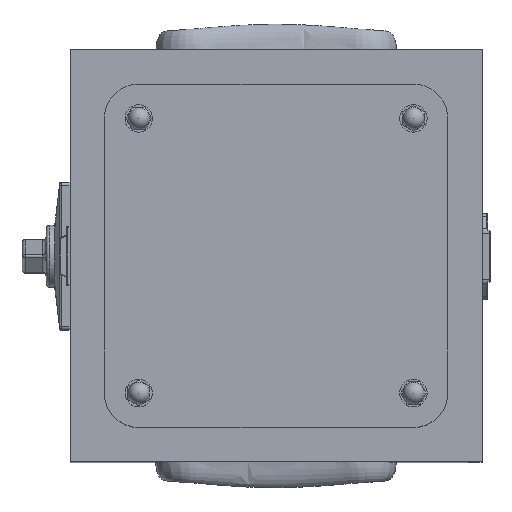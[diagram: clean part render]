
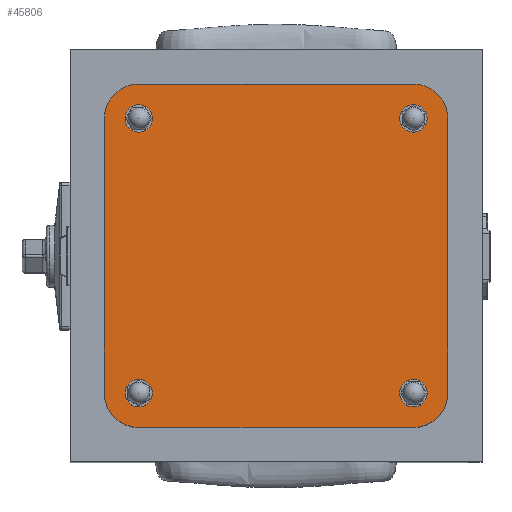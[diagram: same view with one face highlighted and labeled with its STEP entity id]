
A CAD part, top view. The second image highlights one B-rep face of the part: STEP entity #45806.
In plain terms, the highlighted planar face has unit normal (0, 0, 1).
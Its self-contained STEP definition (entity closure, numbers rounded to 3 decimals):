
#45806 = ADVANCED_FACE('',(#45807,#45877,#45888,#45899,#45910),#45921,
  .T.);
#45807 = FACE_BOUND('',#45808,.T.);
#45808 = EDGE_LOOP('',(#45809,#45820,#45828,#45837,#45845,#45854,#45862,
    #45871));
#45809 = ORIENTED_EDGE('',*,*,#45810,.T.);
#45810 = EDGE_CURVE('',#45811,#45813,#45815,.T.);
#45811 = VERTEX_POINT('',#45812);
#45812 = CARTESIAN_POINT('',(100.,80.,74.));
#45813 = VERTEX_POINT('',#45814);
#45814 = CARTESIAN_POINT('',(80.,100.,74.));
#45815 = CIRCLE('',#45816,20.);
#45816 = AXIS2_PLACEMENT_3D('',#45817,#45818,#45819);
#45817 = CARTESIAN_POINT('',(80.,80.,74.));
#45818 = DIRECTION('',(0.,0.,1.));
#45819 = DIRECTION('',(1.,0.,0.));
#45820 = ORIENTED_EDGE('',*,*,#45821,.T.);
#45821 = EDGE_CURVE('',#45813,#45822,#45824,.T.);
#45822 = VERTEX_POINT('',#45823);
#45823 = CARTESIAN_POINT('',(-80.,100.,74.));
#45824 = LINE('',#45825,#45826);
#45825 = CARTESIAN_POINT('',(80.,100.,74.));
#45826 = VECTOR('',#45827,1.);
#45827 = DIRECTION('',(-1.,0.,0.));
#45828 = ORIENTED_EDGE('',*,*,#45829,.T.);
#45829 = EDGE_CURVE('',#45822,#45830,#45832,.T.);
#45830 = VERTEX_POINT('',#45831);
#45831 = CARTESIAN_POINT('',(-100.,80.,74.));
#45832 = CIRCLE('',#45833,20.);
#45833 = AXIS2_PLACEMENT_3D('',#45834,#45835,#45836);
#45834 = CARTESIAN_POINT('',(-80.,80.,74.));
#45835 = DIRECTION('',(0.,0.,1.));
#45836 = DIRECTION('',(0.,1.,0.));
#45837 = ORIENTED_EDGE('',*,*,#45838,.T.);
#45838 = EDGE_CURVE('',#45830,#45839,#45841,.T.);
#45839 = VERTEX_POINT('',#45840);
#45840 = CARTESIAN_POINT('',(-100.,-80.,74.));
#45841 = LINE('',#45842,#45843);
#45842 = CARTESIAN_POINT('',(-100.,80.,74.));
#45843 = VECTOR('',#45844,1.);
#45844 = DIRECTION('',(0.,-1.,0.));
#45845 = ORIENTED_EDGE('',*,*,#45846,.T.);
#45846 = EDGE_CURVE('',#45839,#45847,#45849,.T.);
#45847 = VERTEX_POINT('',#45848);
#45848 = CARTESIAN_POINT('',(-80.,-100.,74.));
#45849 = CIRCLE('',#45850,20.);
#45850 = AXIS2_PLACEMENT_3D('',#45851,#45852,#45853);
#45851 = CARTESIAN_POINT('',(-80.,-80.,74.));
#45852 = DIRECTION('',(0.,0.,1.));
#45853 = DIRECTION('',(-1.,0.,0.));
#45854 = ORIENTED_EDGE('',*,*,#45855,.T.);
#45855 = EDGE_CURVE('',#45847,#45856,#45858,.T.);
#45856 = VERTEX_POINT('',#45857);
#45857 = CARTESIAN_POINT('',(80.,-100.,74.));
#45858 = LINE('',#45859,#45860);
#45859 = CARTESIAN_POINT('',(-80.,-100.,74.));
#45860 = VECTOR('',#45861,1.);
#45861 = DIRECTION('',(1.,0.,0.));
#45862 = ORIENTED_EDGE('',*,*,#45863,.T.);
#45863 = EDGE_CURVE('',#45856,#45864,#45866,.T.);
#45864 = VERTEX_POINT('',#45865);
#45865 = CARTESIAN_POINT('',(100.,-80.,74.));
#45866 = CIRCLE('',#45867,20.);
#45867 = AXIS2_PLACEMENT_3D('',#45868,#45869,#45870);
#45868 = CARTESIAN_POINT('',(80.,-80.,74.));
#45869 = DIRECTION('',(-0.,0.,1.));
#45870 = DIRECTION('',(0.,-1.,0.));
#45871 = ORIENTED_EDGE('',*,*,#45872,.T.);
#45872 = EDGE_CURVE('',#45864,#45811,#45873,.T.);
#45873 = LINE('',#45874,#45875);
#45874 = CARTESIAN_POINT('',(100.,-80.,74.));
#45875 = VECTOR('',#45876,1.);
#45876 = DIRECTION('',(0.,1.,0.));
#45877 = FACE_BOUND('',#45878,.T.);
#45878 = EDGE_LOOP('',(#45879));
#45879 = ORIENTED_EDGE('',*,*,#45880,.F.);
#45880 = EDGE_CURVE('',#45881,#45881,#45883,.T.);
#45881 = VERTEX_POINT('',#45882);
#45882 = CARTESIAN_POINT('',(-75.5,-80.,74.));
#45883 = CIRCLE('',#45884,4.5);
#45884 = AXIS2_PLACEMENT_3D('',#45885,#45886,#45887);
#45885 = CARTESIAN_POINT('',(-80.,-80.,74.));
#45886 = DIRECTION('',(0.,0.,1.));
#45887 = DIRECTION('',(1.,0.,0.));
#45888 = FACE_BOUND('',#45889,.T.);
#45889 = EDGE_LOOP('',(#45890));
#45890 = ORIENTED_EDGE('',*,*,#45891,.F.);
#45891 = EDGE_CURVE('',#45892,#45892,#45894,.T.);
#45892 = VERTEX_POINT('',#45893);
#45893 = CARTESIAN_POINT('',(84.5,-80.,74.));
#45894 = CIRCLE('',#45895,4.5);
#45895 = AXIS2_PLACEMENT_3D('',#45896,#45897,#45898);
#45896 = CARTESIAN_POINT('',(80.,-80.,74.));
#45897 = DIRECTION('',(0.,0.,1.));
#45898 = DIRECTION('',(1.,0.,0.));
#45899 = FACE_BOUND('',#45900,.T.);
#45900 = EDGE_LOOP('',(#45901));
#45901 = ORIENTED_EDGE('',*,*,#45902,.F.);
#45902 = EDGE_CURVE('',#45903,#45903,#45905,.T.);
#45903 = VERTEX_POINT('',#45904);
#45904 = CARTESIAN_POINT('',(84.5,80.,74.));
#45905 = CIRCLE('',#45906,4.5);
#45906 = AXIS2_PLACEMENT_3D('',#45907,#45908,#45909);
#45907 = CARTESIAN_POINT('',(80.,80.,74.));
#45908 = DIRECTION('',(0.,0.,1.));
#45909 = DIRECTION('',(1.,0.,0.));
#45910 = FACE_BOUND('',#45911,.T.);
#45911 = EDGE_LOOP('',(#45912));
#45912 = ORIENTED_EDGE('',*,*,#45913,.F.);
#45913 = EDGE_CURVE('',#45914,#45914,#45916,.T.);
#45914 = VERTEX_POINT('',#45915);
#45915 = CARTESIAN_POINT('',(-75.5,80.,74.));
#45916 = CIRCLE('',#45917,4.5);
#45917 = AXIS2_PLACEMENT_3D('',#45918,#45919,#45920);
#45918 = CARTESIAN_POINT('',(-80.,80.,74.));
#45919 = DIRECTION('',(0.,0.,1.));
#45920 = DIRECTION('',(1.,0.,0.));
#45921 = PLANE('',#45922);
#45922 = AXIS2_PLACEMENT_3D('',#45923,#45924,#45925);
#45923 = CARTESIAN_POINT('',(0.,0.,74.));
#45924 = DIRECTION('',(0.,0.,1.));
#45925 = DIRECTION('',(1.,0.,0.));
